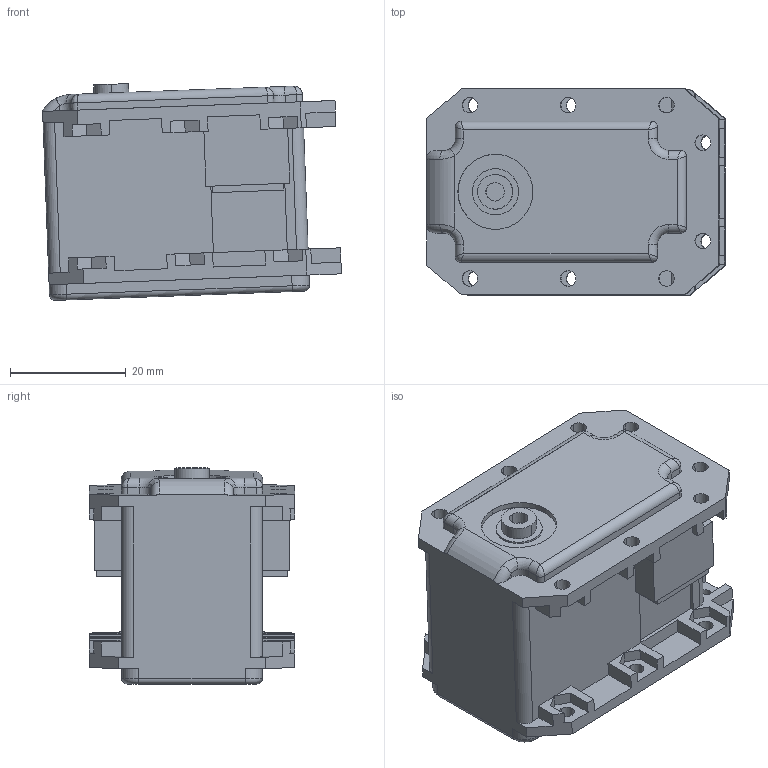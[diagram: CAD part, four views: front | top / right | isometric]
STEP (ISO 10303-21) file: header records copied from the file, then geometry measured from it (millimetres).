
FILE_DESCRIPTION (( 'STEP AP214' ), '1' );
FILE_NAME ('¶æ»ú.STEP', '2020-04-23T06:12:36', ( 'RC' ), ( '' ), 'SwSTEP 2.0', 'SolidWorks 2018', '' );
FILE_SCHEMA (( 'AUTOMOTIVE_DESIGN' ));
Length unit declared in the file: millimetre
Products named in the file (1): 嗆儂
Bounding box: 51.69 x 35.6 x 37.5 mm (x, y, z)
Volume: 41052.4 mm3; surface area: 11386.4 mm2
Topology: 1 solids, 1 shells, 341 faces, 912 edges, 580 vertices
Faces by surface type: plane 241, cylinder 80, torus 10, bspline 8, cone 2
Entity records: 11266 total; most frequent: CARTESIAN_POINT 2687, ORIENTED_EDGE 1824, DIRECTION 1678, EDGE_CURVE 912, LINE 740, VECTOR 740, VERTEX_POINT 580, AXIS2_PLACEMENT_3D 469
